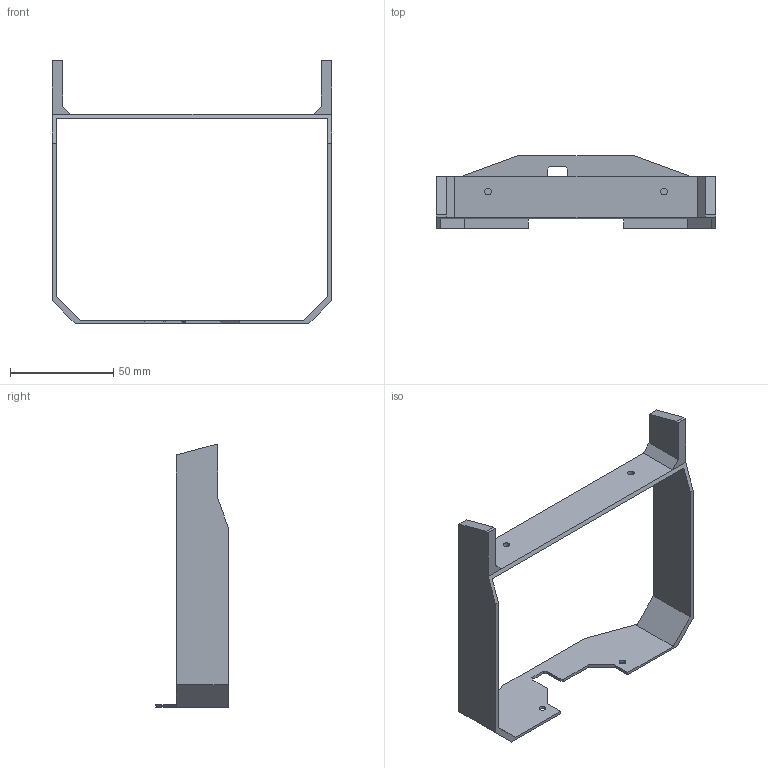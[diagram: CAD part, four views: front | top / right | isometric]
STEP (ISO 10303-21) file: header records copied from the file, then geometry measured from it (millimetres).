
FILE_DESCRIPTION (( 'STEP AP203' ), '1' );
FILE_NAME ('Bumper.step', '2023-12-20T09:51:19', ( '' ), ( '' ), 'SwSTEP 2.0', 'SolidWorks 2022', '' );
FILE_SCHEMA (( 'CONFIG_CONTROL_DESIGN' ));
Length unit declared in the file: millimetre
Products named in the file (1): Bumper
Bounding box: 135 x 35 x 127 mm (x, y, z)
Volume: 25179 mm3; surface area: 25285.1 mm2
Topology: 1 solids, 1 shells, 50 faces, 148 edges, 98 vertices
Faces by surface type: plane 42, cylinder 8
Entity records: 1749 total; most frequent: CARTESIAN_POINT 297, ORIENTED_EDGE 296, DIRECTION 266, EDGE_CURVE 148, VECTOR 132, LINE 132, VERTEX_POINT 98, AXIS2_PLACEMENT_3D 67
